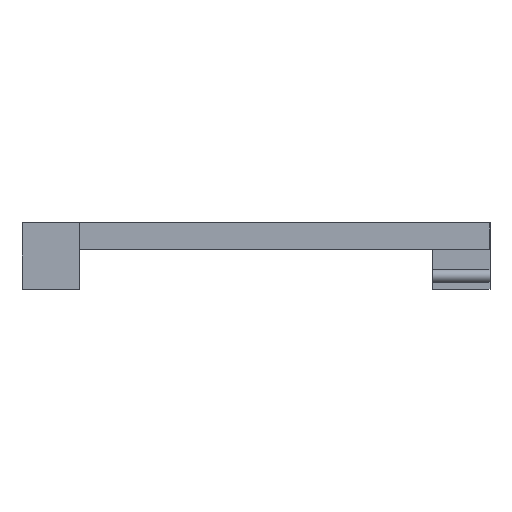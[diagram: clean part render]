
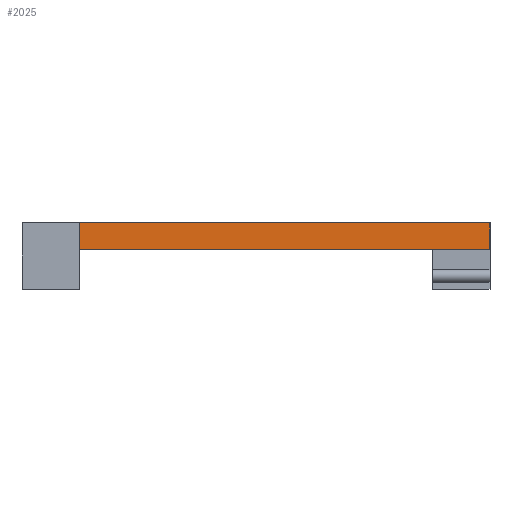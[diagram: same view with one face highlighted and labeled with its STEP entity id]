
A CAD part, left-side view. The second image highlights one B-rep face of the part: STEP entity #2025.
In plain terms, the highlighted planar face has unit normal (-1, 0, 0).
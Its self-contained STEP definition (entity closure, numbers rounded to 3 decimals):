
#153=PLANE('',#2131);
#257=FACE_OUTER_BOUND('',#367,.T.);
#367=EDGE_LOOP('',(#1908,#1909,#1910,#1911));
#399=LINE('',#2641,#649);
#458=LINE('',#2762,#708);
#609=LINE('',#3336,#859);
#618=LINE('',#3355,#868);
#649=VECTOR('',#2195,10.);
#708=VECTOR('',#2292,10.);
#859=VECTOR('',#2543,10.);
#868=VECTOR('',#2564,10.);
#886=VERTEX_POINT('',#2603);
#898=VERTEX_POINT('',#2638);
#941=VERTEX_POINT('',#2761);
#1058=VERTEX_POINT('',#3334);
#1097=EDGE_CURVE('',#898,#886,#399,.T.);
#1156=EDGE_CURVE('',#898,#941,#458,.T.);
#1339=EDGE_CURVE('',#1058,#886,#609,.T.);
#1348=EDGE_CURVE('',#1058,#941,#618,.T.);
#1908=ORIENTED_EDGE('',*,*,#1097,.T.);
#1909=ORIENTED_EDGE('',*,*,#1339,.F.);
#1910=ORIENTED_EDGE('',*,*,#1348,.T.);
#1911=ORIENTED_EDGE('',*,*,#1156,.F.);
#2025=ADVANCED_FACE('',(#257),#153,.T.);
#2131=AXIS2_PLACEMENT_3D('',#3356,#2565,#2566);
#2195=DIRECTION('',(0.,0.,-1.));
#2292=DIRECTION('',(0.,-1.,0.));
#2543=DIRECTION('',(0.,1.,0.));
#2564=DIRECTION('',(0.,0.,1.));
#2565=DIRECTION('center_axis',(-1.,0.,0.));
#2566=DIRECTION('ref_axis',(0.,-1.,0.));
#2603=CARTESIAN_POINT('',(-2.,0.,31.));
#2638=CARTESIAN_POINT('',(-2.,0.,37.));
#2641=CARTESIAN_POINT('',(-2.,0.,34.));
#2761=CARTESIAN_POINT('',(-2.,-93.,37.));
#2762=CARTESIAN_POINT('',(-2.,-93.,37.));
#3334=CARTESIAN_POINT('',(-2.,-93.,31.));
#3336=CARTESIAN_POINT('',(-2.,-93.,31.));
#3355=CARTESIAN_POINT('',(-2.,-93.,31.));
#3356=CARTESIAN_POINT('Origin',(-2.,13.,31.));
